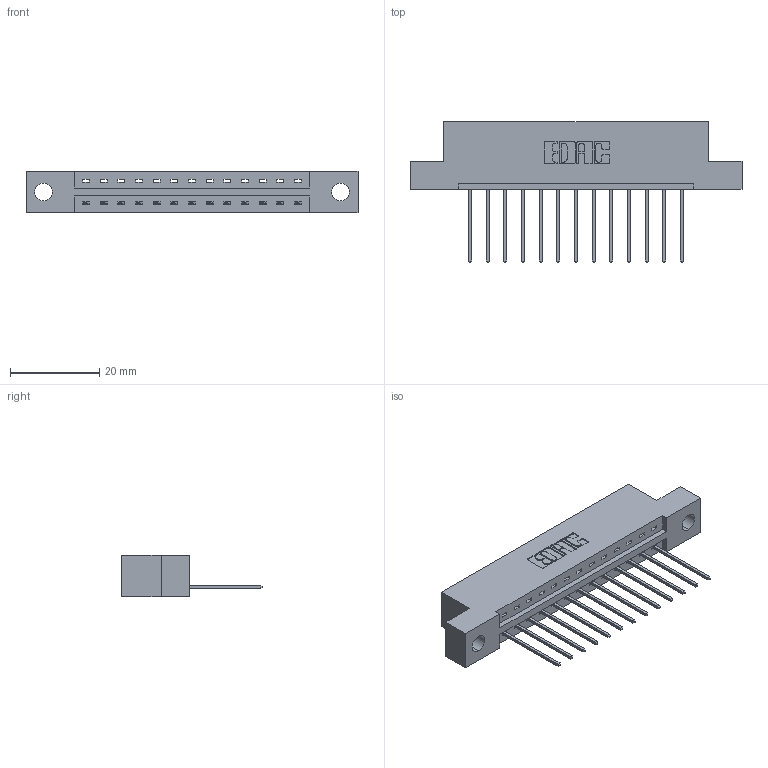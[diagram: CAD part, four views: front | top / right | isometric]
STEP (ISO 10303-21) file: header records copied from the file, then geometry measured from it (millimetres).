
FILE_DESCRIPTION (( 'STEP AP203' ), '1' );
FILE_NAME ('337-013-542-104.STEP', '2019-09-28T02:18:01', ( '' ), ( '' ), 'SwSTEP 2.0', 'SolidWorks 2016', '' );
FILE_SCHEMA (( 'CONFIG_CONTROL_DESIGN' ));
Length unit declared in the file: inch
Products named in the file (3): 337 Part_Flush Mounting Lugs - 0.156 Dia-TH; 345-292-001_345-293-142; 337-013-542-104
Assembly tree (14 placements, depth 2):
  337-013-542-104
    337 Part_Flush Mounting Lugs - 0.156 Dia-TH
    345-292-001_345-293-142  x13
Bounding box: 74.52 x 31.63 x 9.4 mm (x, y, z)
Volume: 7323.6 mm3; surface area: 7392.5 mm2
Topology: 14 solids, 14 shells, 920 faces, 2755 edges, 1818 vertices
Faces by surface type: plane 668, cylinder 252
Entity records: 13435 total; most frequent: CARTESIAN_POINT 2345, ORIENTED_EDGE 2294, DIRECTION 2033, EDGE_CURVE 1147, VECTOR 1019, LINE 1019, VERTEX_POINT 762, AXIS2_PLACEMENT_3D 507
